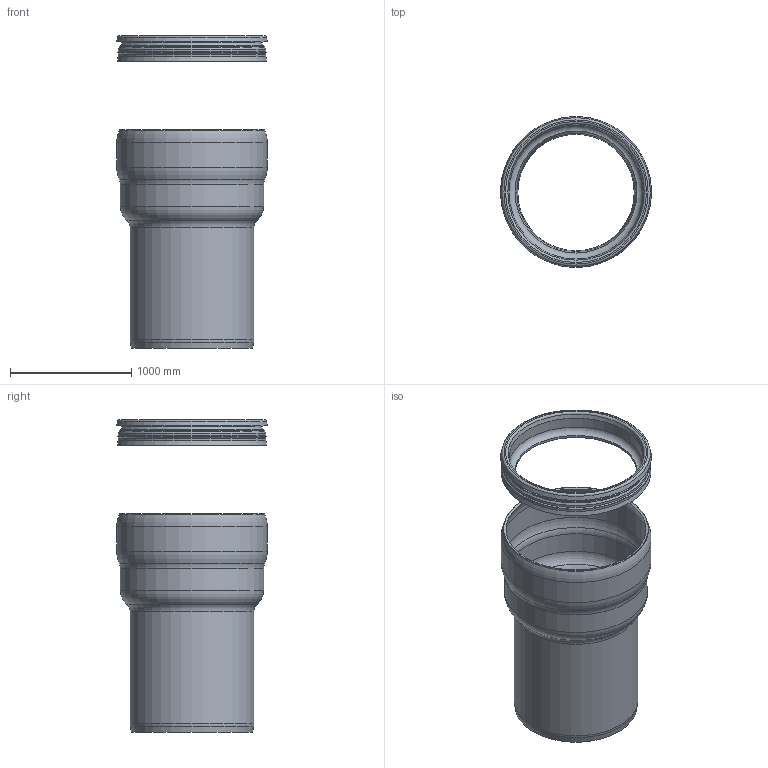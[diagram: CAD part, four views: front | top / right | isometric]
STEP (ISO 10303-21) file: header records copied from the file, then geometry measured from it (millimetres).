
FILE_DESCRIPTION(/* description */ (''),/* implementation_level */ '2;1');
FILE_NAME(/* name */ '00750.100X_3D.stp',/* time_stamp */ '2024-12-11T13:00:21+01:00',/* author */ ('CAD'),/* organization */ (''),/* preprocessor_version */ 'ST-DEVELOPER v20',/* originating_system */ 'AutoCAD Mechanical',/* authorisation */ '');
FILE_SCHEMA (('AUTOMOTIVE_DESIGN { 1 0 10303 214 3 1 1 }'));
Length unit declared in the file: centimetre
Products named in the file (2): Product; *S0
Assembly tree (1 placements, depth 2):
  Product
    *S0
Bounding box: 1245 x 1245 x 2576.34 mm (x, y, z)
Volume: 163294924.6 mm3; surface area: 15073963.1 mm2
Topology: 2 solids, 2 shells, 47 faces, 109 edges, 67 vertices
Faces by surface type: cone 17, torus 16, cylinder 9, plane 5
Full cylindrical faces by diameter (mm): 980 x1, 1005 x1, 1020 x1, 1105 x1, 1140 x1, 1155 x1, 1180 x1, 1215 x2
Entity records: 1428 total; most frequent: DIRECTION 292, CARTESIAN_POINT 226, ORIENTED_EDGE 218, AXIS2_PLACEMENT_3D 133, EDGE_CURVE 109, CIRCLE 83, VERTEX_POINT 67, EDGE_LOOP 52
